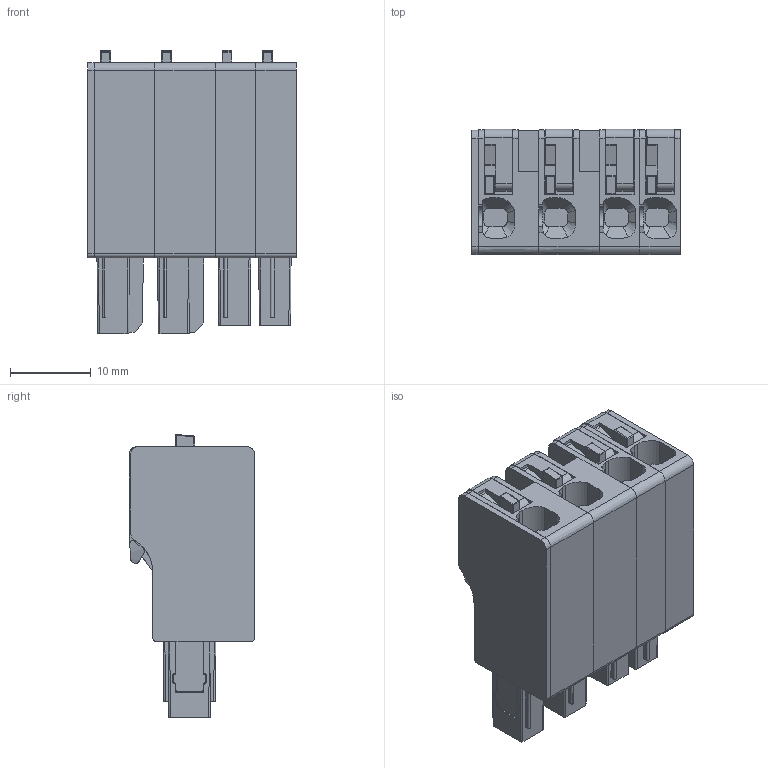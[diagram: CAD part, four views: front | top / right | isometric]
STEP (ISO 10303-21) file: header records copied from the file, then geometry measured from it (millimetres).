
FILE_DESCRIPTION(('CATIA V5 STEP Exchange','CAx-IF Rec.Pracs.--- Model Styling and Organization---1.4--- 2014-01-23'),'2;1');
FILE_NAME ('1361826-2_0_8000078344_8000078344.stp','2021-10-26T11:50:24+00:00',('none'),('Weidmueller'),'CATIA Version 5-6 Release 2016 SP3 HF44','CATIA V5 STEP AP214','none');
FILE_SCHEMA(('AUTOMOTIVE_DESIGN { 1 0 10303 214 1 1 1 1 }'));
Length unit declared in the file: millimetre
Products named in the file (1): 8000078344
Bounding box: 25.8 x 15.5 x 35 mm (x, y, z)
Volume: 8700.2 mm3; surface area: 8792.5 mm2
Topology: 13 solids, 13 shells, 1077 faces, 2980 edges, 1949 vertices
Faces by surface type: plane 626, cylinder 356, cone 32, sphere 32, bspline 16, torus 9, extrusion 6
Entity records: 36783 total; most frequent: CARTESIAN_POINT 10428, ORIENTED_EDGE 5896, DIRECTION 4565, EDGE_CURVE 2948, VERTEX_POINT 1949, VECTOR 1922, LINE 1916, AXIS2_PLACEMENT_3D 1589
